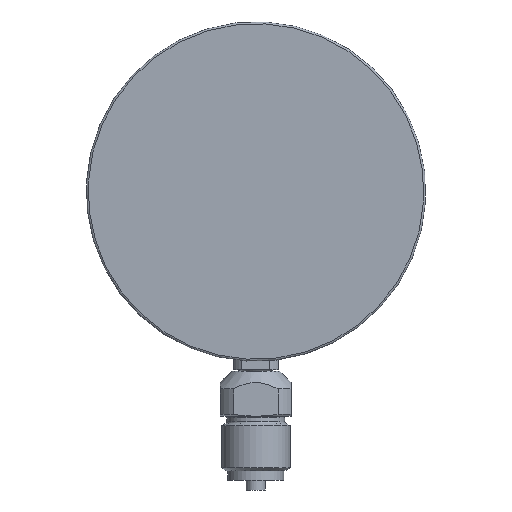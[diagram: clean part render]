
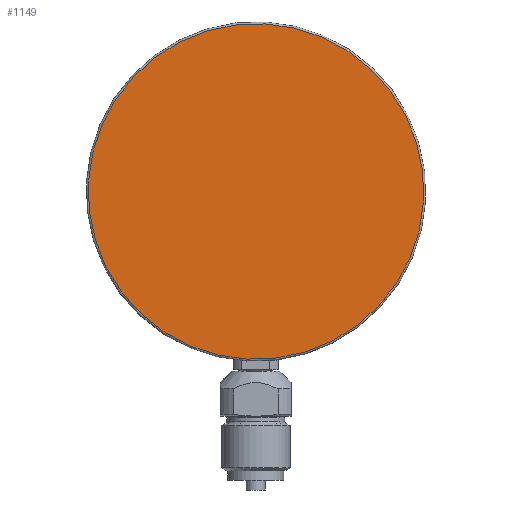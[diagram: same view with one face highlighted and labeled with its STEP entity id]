
A CAD part, left-side view. The second image highlights one B-rep face of the part: STEP entity #1149.
In plain terms, the highlighted planar face has unit normal (-1, 0, 0).
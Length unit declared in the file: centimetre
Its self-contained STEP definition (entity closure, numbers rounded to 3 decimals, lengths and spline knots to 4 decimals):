
#211=FACE_OUTER_BOUND('',#291,.T.);
#291=EDGE_LOOP('',(#740));
#399=CIRCLE('',#1233,5.23);
#484=VERTEX_POINT('',#1762);
#587=EDGE_CURVE('',#484,#484,#399,.T.);
#740=ORIENTED_EDGE('',*,*,#587,.F.);
#1046=PLANE('',#1232);
#1149=ADVANCED_FACE('',(#211),#1046,.F.);
#1232=AXIS2_PLACEMENT_3D('',#1761,#1397,#1398);
#1233=AXIS2_PLACEMENT_3D('',#1763,#1399,#1400);
#1397=DIRECTION('center_axis',(1.,0.,0.));
#1398=DIRECTION('ref_axis',(0.,0.,-1.));
#1399=DIRECTION('center_axis',(1.,0.,0.));
#1400=DIRECTION('ref_axis',(0.,0.685,-0.729));
#1761=CARTESIAN_POINT('Origin',(-2.14,-0.0065,
6.5002));
#1762=CARTESIAN_POINT('',(-2.14,3.5757,2.6897));
#1763=CARTESIAN_POINT('Origin',(-2.14,-0.0065,
6.5002));
